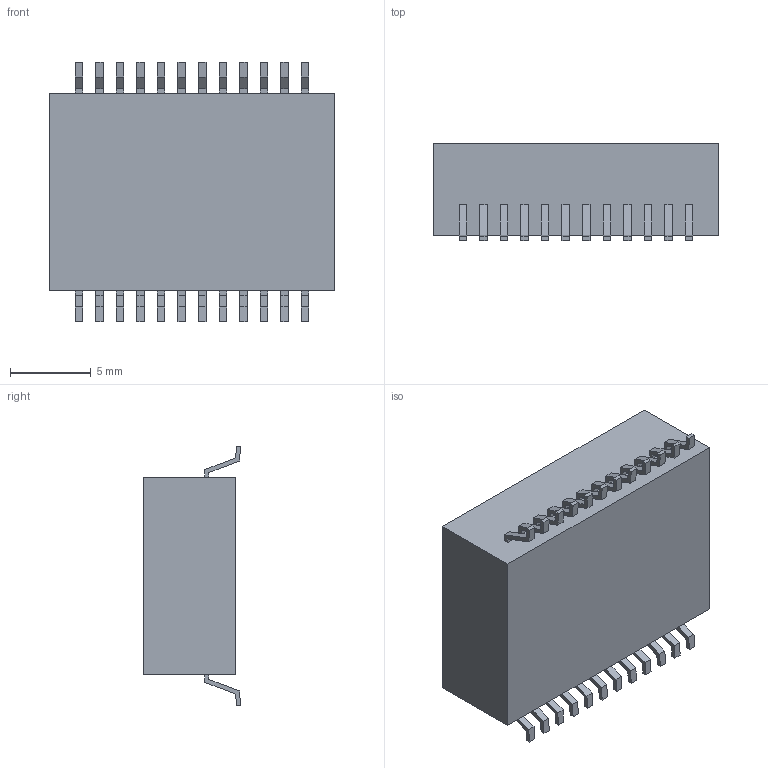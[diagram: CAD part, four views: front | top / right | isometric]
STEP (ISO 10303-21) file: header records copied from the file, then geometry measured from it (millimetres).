
FILE_DESCRIPTION((''),'2;1');
FILE_NAME('PT61020L','2012-08-06T',('ryans'),('Bourns, Inc.'),'PRO/ENGINEER BY PARAMETRIC TECHNOLOGY CORPORATION, 2010100','PRO/ENGINEER BY PARAMETRIC TECHNOLOGY CORPORATION, 2010100','');
FILE_SCHEMA(('CONFIG_CONTROL_DESIGN'));
Length unit declared in the file: millimetre
Products named in the file (1): PT61020L
Bounding box: 17.62 x 6 x 16 mm (x, y, z)
Volume: 1234.5 mm3; surface area: 880.8 mm2
Topology: 1 solids, 1 shells, 222 faces, 588 edges, 392 vertices
Faces by surface type: plane 222
Entity records: 6770 total; most frequent: CARTESIAN_POINT 1202, ORIENTED_EDGE 1176, DIRECTION 1032, VECTOR 588, LINE 588, EDGE_CURVE 588, VERTEX_POINT 392, EDGE_LOOP 246
